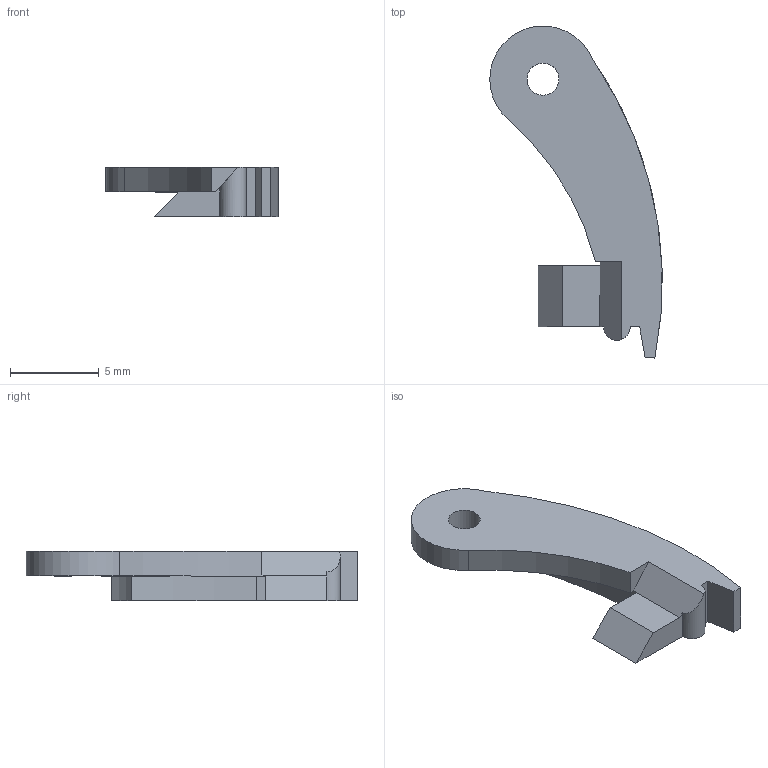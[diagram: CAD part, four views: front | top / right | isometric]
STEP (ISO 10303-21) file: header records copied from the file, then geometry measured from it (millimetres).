
FILE_DESCRIPTION(/* description */ (''),/* implementation_level */ '2;1');
FILE_NAME(/* name */ 'mountBodyPinLock_CEF',/* time_stamp */ '2023-09-29T16:37:18-04:00',/* author */ ('George'),/* organization */ ('Archive 663'),/* preprocessor_version */ 'ST-DEVELOPER v16.7',/* originating_system */ 'Solid Edge',/* authorisation */ 'Unknown');
FILE_SCHEMA (('AUTOMOTIVE_DESIGN {1 0 10303 214 3 1 1}'));
Length unit declared in the file: millimetre
Products named in the file (2): mountLensBase_PENF; mountBodyPinLock_CEF
Assembly tree (1 placements, depth 2):
  mountLensBase_PENF
    mountBodyPinLock_CEF
Bounding box: 9.72 x 18.7 x 2.8 mm (x, y, z)
Volume: 183.1 mm3; surface area: 311.4 mm2
Topology: 1 solids, 1 shells, 22 faces, 59 edges, 39 vertices
Faces by surface type: plane 15, cylinder 7
Full cylindrical faces by diameter (mm): 1.8 x1
Entity records: 739 total; most frequent: DIRECTION 122, CARTESIAN_POINT 121, ORIENTED_EDGE 116, EDGE_CURVE 58, LINE 42, VECTOR 42, AXIS2_PLACEMENT_3D 40, VERTEX_POINT 39
